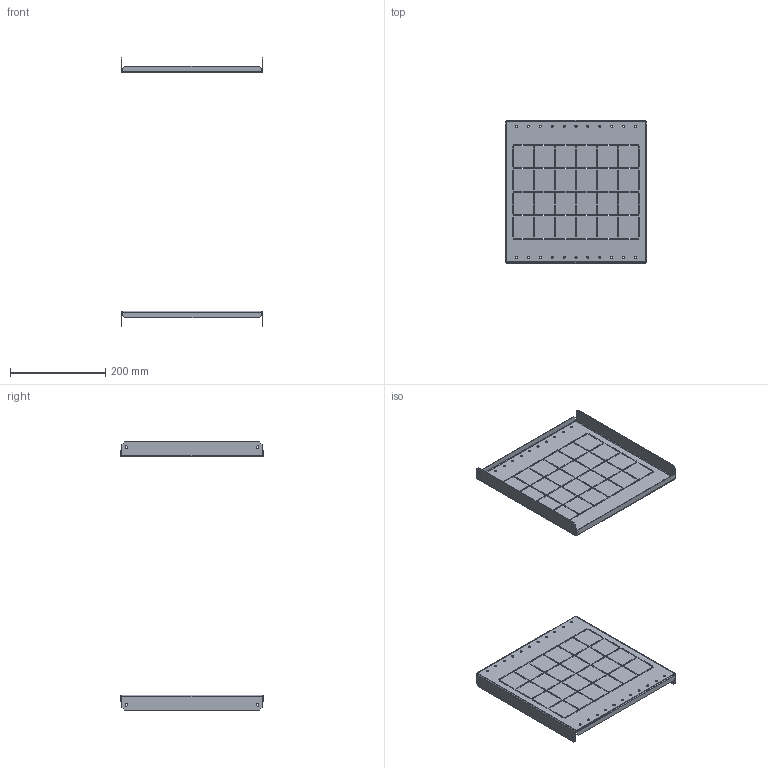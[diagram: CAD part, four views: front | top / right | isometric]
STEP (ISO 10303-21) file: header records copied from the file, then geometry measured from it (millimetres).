
FILE_DESCRIPTION (( 'STEP AP203' ), '1' );
FILE_NAME ('MA1.800.060403.04.00 AleSta-PCV66 Ïàíåëè áîêîâûå äëÿ ñåêöèîíèðîâàíèÿ Â600 Ã400 ìì (2 øò).STEP', '2024-06-06T07:55:38', ( '' ), ( '' ), 'SwSTEP 2.0', 'SolidWorks 2021', '' );
FILE_SCHEMA (( 'CONFIG_CONTROL_DESIGN' ));
Length unit declared in the file: millimetre
Products named in the file (2): MA1.800.060403.04.00 AleSta-PCV66 Ïàíåëè áîêîâûå äëÿ ñåêöèîíèðîâàíèÿ Â600 Ã400 ìì (2 øò); MA1.800.060603.04.01 Ïàíåëè áîêîâûå äëÿ ñåêöèîíèðîâàíèÿ Â300 Ã600 ìì_‚300 ƒ400
Assembly tree (2 placements, depth 2):
  MA1.800.060403.04.00 AleSta-PCV66 Ïàíåëè áîêîâûå äëÿ ñåêöèîíèðîâàíèÿ Â600 Ã400 ìì (2 øò)
    MA1.800.060603.04.01 Ïàíåëè áîêîâûå äëÿ ñåêöèîíèðîâàíèÿ Â300 Ã600 ìì_‚300 ƒ400  x2
Bounding box: 297 x 299 x 562 mm (x, y, z)
Volume: 321728.3 mm3; surface area: 449067.2 mm2
Topology: 2 solids, 2 shells, 660 faces, 1904 edges, 1248 vertices
Faces by surface type: plane 540, cylinder 120
Entity records: 11244 total; most frequent: CARTESIAN_POINT 1911, ORIENTED_EDGE 1904, DIRECTION 1742, EDGE_CURVE 952, LINE 832, VECTOR 832, VERTEX_POINT 624, EDGE_LOOP 498
